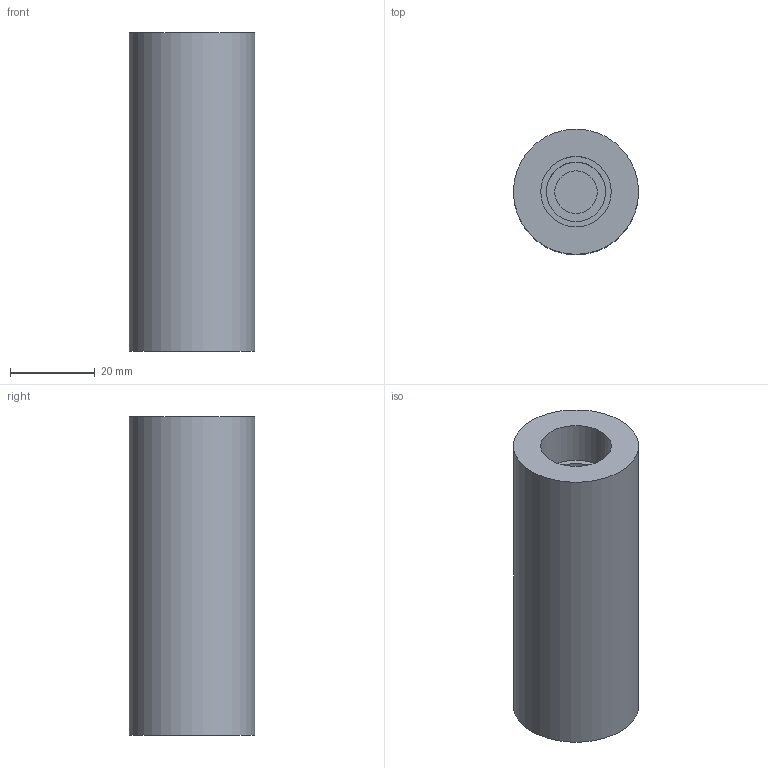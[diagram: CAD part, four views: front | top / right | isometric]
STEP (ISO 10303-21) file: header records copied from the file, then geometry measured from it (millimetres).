
FILE_DESCRIPTION(('STEP AP214'),'1');
FILE_NAME('ADP.stp','2021-03-22T12:37:32',(' '),(' '),'Spatial InterOp 3D',' ',' ');
FILE_SCHEMA(('AUTOMOTIVE_DESIGN { 1 0 10303 214 1 1 1 1 }'));
Length unit declared in the file: millimetre
Products named in the file (1): 1615461652
Bounding box: 29.5 x 29.5 x 75 mm (x, y, z)
Volume: 36410.4 mm3; surface area: 11927.4 mm2
Topology: 1 solids, 1 shells, 13 faces, 18 edges, 12 vertices
Faces by surface type: plane 7, cylinder 6
Full cylindrical faces by diameter (mm): 10 x2, 14 x1, 16.6 x1, 20 x1, 29.5 x1
Entity records: 375 total; most frequent: DIRECTION 52, CARTESIAN_POINT 38, AXIS2_PLACEMENT_3D 26, EDGE_LOOP 24, ORIENTED_EDGE 24, FACE_OUTER_BOUND 19, STYLED_ITEM 13, PRESENTATION_STYLE_ASSIGNMENT 13
